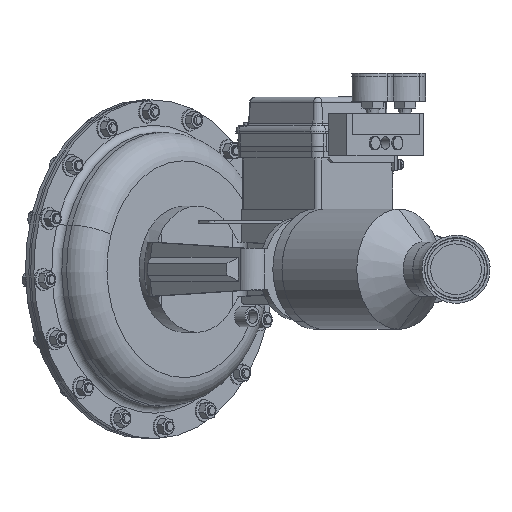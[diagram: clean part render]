
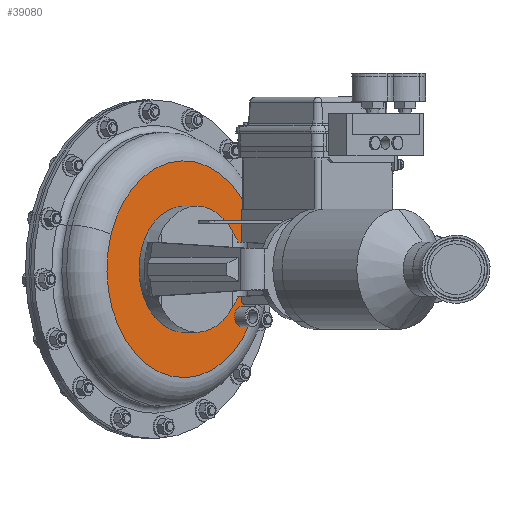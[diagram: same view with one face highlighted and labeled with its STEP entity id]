
A CAD part, left-side view. The second image highlights one B-rep face of the part: STEP entity #39080.
In plain terms, the highlighted planar face has unit normal (-0.707, -0.707, 0).
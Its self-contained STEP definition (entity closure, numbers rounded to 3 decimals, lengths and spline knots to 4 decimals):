
#1330 = CARTESIAN_POINT ( 'NONE',  ( 8.619, 12.7256, 1.2858 ) ) ;
#2016 = AXIS2_PLACEMENT_3D ( 'NONE', #36674, #20992, #48527 ) ;
#2220 = DIRECTION ( 'NONE',  ( -0.707, -0.707, 0. ) ) ;
#4300 = ORIENTED_EDGE ( 'NONE', *, *, #36955, .F. ) ;
#5842 = CARTESIAN_POINT ( 'NONE',  ( 13.4406, 7.904, -1.75 ) ) ;
#7003 = VERTEX_POINT ( 'NONE', #7247 ) ;
#7247 = CARTESIAN_POINT ( 'NONE',  ( 11.2973, 10.0473, -2.325 ) ) ;
#9046 = FACE_BOUND ( 'NONE', #20424, .T. ) ;
#10513 = CIRCLE ( 'NONE', #37796, 0.375 ) ;
#12173 = EDGE_CURVE ( 'NONE', #48959, #20848, #47115, .T. ) ;
#13262 = CIRCLE ( 'NONE', #36428, 2.325 ) ;
#13901 = AXIS2_PLACEMENT_3D ( 'NONE', #37320, #22299, #37646 ) ;
#15172 = ORIENTED_EDGE ( 'NONE', *, *, #19383, .F. ) ;
#16289 = CARTESIAN_POINT ( 'NONE',  ( 11.2973, 10.0473, 0. ) ) ;
#17585 = DIRECTION ( 'NONE',  ( 0.707, 0.707, 0. ) ) ;
#18426 = CARTESIAN_POINT ( 'NONE',  ( 11.2973, 10.0473, 0. ) ) ;
#19383 = EDGE_CURVE ( 'NONE', #7003, #32051, #26871, .T. ) ;
#20424 = EDGE_LOOP ( 'NONE', ( #15172, #40481 ) ) ;
#20585 = DIRECTION ( 'NONE',  ( 0.707, -0.707, 0. ) ) ;
#20848 = VERTEX_POINT ( 'NONE', #45043 ) ;
#20936 = EDGE_CURVE ( 'NONE', #36655, #34991, #33479, .T. ) ;
#20992 = DIRECTION ( 'NONE',  ( 0.707, 0.707, 0. ) ) ;
#21332 = DIRECTION ( 'NONE',  ( 0.176, -0.176, -0.969 ) ) ;
#21524 = ORIENTED_EDGE ( 'NONE', *, *, #48501, .T. ) ;
#22299 = DIRECTION ( 'NONE',  ( 0.707, 0.707, 0. ) ) ;
#22510 = CARTESIAN_POINT ( 'NONE',  ( 10.3881, 10.9564, -3.7877 ) ) ;
#22521 = DIRECTION ( 'NONE',  ( 0.707, 0.707, 0. ) ) ;
#25758 = AXIS2_PLACEMENT_3D ( 'NONE', #18426, #2220, #29971 ) ;
#25970 = DIRECTION ( 'NONE',  ( -0.67, 0.67, 0.321 ) ) ;
#26871 = CIRCLE ( 'NONE', #25758, 2.325 ) ;
#29971 = DIRECTION ( 'NONE',  ( 0.707, -0.707, 0. ) ) ;
#30140 = FACE_BOUND ( 'NONE', #36406, .T. ) ;
#31401 = ORIENTED_EDGE ( 'NONE', *, *, #20936, .T. ) ;
#32051 = VERTEX_POINT ( 'NONE', #44554 ) ;
#33479 = CIRCLE ( 'NONE', #13901, 0.375 ) ;
#34991 = VERTEX_POINT ( 'NONE', #43983 ) ;
#35634 = EDGE_LOOP ( 'NONE', ( #4300, #43597 ) ) ;
#36406 = EDGE_LOOP ( 'NONE', ( #31401, #21524 ) ) ;
#36428 = AXIS2_PLACEMENT_3D ( 'NONE', #16289, #40045, #20585 ) ;
#36655 = VERTEX_POINT ( 'NONE', #42039 ) ;
#36674 = CARTESIAN_POINT ( 'NONE',  ( 11.2973, 10.0473, 0. ) ) ;
#36955 = EDGE_CURVE ( 'NONE', #20848, #48959, #47844, .T. ) ;
#37320 = CARTESIAN_POINT ( 'NONE',  ( 13.4406, 7.904, -1.75 ) ) ;
#37646 = DIRECTION ( 'NONE',  ( 0.176, -0.176, -0.969 ) ) ;
#37796 = AXIS2_PLACEMENT_3D ( 'NONE', #5842, #17585, #21332 ) ;
#38199 = DIRECTION ( 'NONE',  ( 0.67, -0.67, -0.321 ) ) ;
#38455 = EDGE_CURVE ( 'NONE', #32051, #7003, #13262, .T. ) ;
#39080 = ADVANCED_FACE ( 'NONE', ( #9046, #48435, #30140 ), #46068, .T. ) ;
#40045 = DIRECTION ( 'NONE',  ( -0.707, -0.707, 0. ) ) ;
#40481 = ORIENTED_EDGE ( 'NONE', *, *, #38455, .F. ) ;
#41979 = CARTESIAN_POINT ( 'NONE',  ( 11.2973, 10.0473, 0. ) ) ;
#42039 = CARTESIAN_POINT ( 'NONE',  ( 13.5066, 7.838, -2.1132 ) ) ;
#43597 = ORIENTED_EDGE ( 'NONE', *, *, #12173, .F. ) ;
#43983 = CARTESIAN_POINT ( 'NONE',  ( 13.3746, 7.97, -1.3868 ) ) ;
#44554 = CARTESIAN_POINT ( 'NONE',  ( 11.2973, 10.0473, 2.325 ) ) ;
#45043 = CARTESIAN_POINT ( 'NONE',  ( 13.9756, 7.369, -1.2858 ) ) ;
#46068 = PLANE ( 'NONE',  #47646 ) ;
#47115 = CIRCLE ( 'NONE', #47306, 4. ) ;
#47306 = AXIS2_PLACEMENT_3D ( 'NONE', #41979, #22521, #38199 ) ;
#47646 = AXIS2_PLACEMENT_3D ( 'NONE', #22510, #50030, #25970 ) ;
#47844 = CIRCLE ( 'NONE', #2016, 4. ) ;
#48435 = FACE_OUTER_BOUND ( 'NONE', #35634, .T. ) ;
#48501 = EDGE_CURVE ( 'NONE', #34991, #36655, #10513, .T. ) ;
#48527 = DIRECTION ( 'NONE',  ( 0.67, -0.67, -0.321 ) ) ;
#48959 = VERTEX_POINT ( 'NONE', #1330 ) ;
#50030 = DIRECTION ( 'NONE',  ( -0.707, -0.707, 0. ) ) ;
